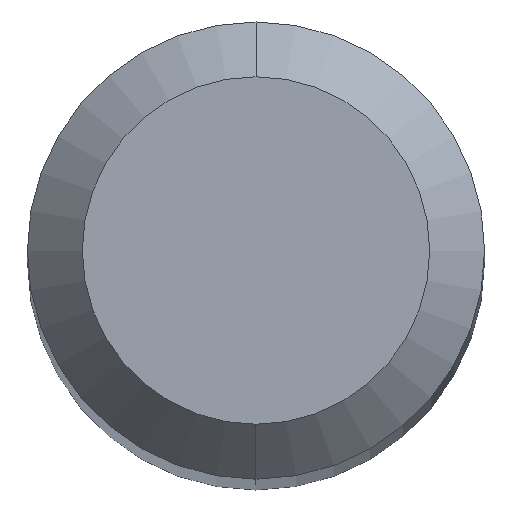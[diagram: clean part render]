
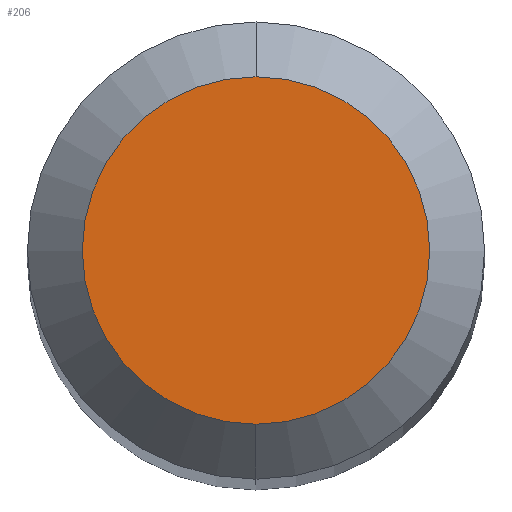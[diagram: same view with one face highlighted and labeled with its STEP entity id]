
A CAD part, top view. The second image highlights one B-rep face of the part: STEP entity #206.
In plain terms, the highlighted planar face has unit normal (0, 0, 1).
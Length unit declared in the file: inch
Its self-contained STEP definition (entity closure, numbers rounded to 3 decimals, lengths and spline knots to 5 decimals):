
#3 = DIRECTION ( 'NONE',  ( 0., -1., 0. ) ) ;
#21 = CARTESIAN_POINT ( 'NONE',  ( 0., 0.0475, 0. ) ) ;
#53 = CIRCLE ( 'NONE', #249, 0.0475 ) ;
#54 = AXIS2_PLACEMENT_3D ( 'NONE', #499, #301, #460 ) ;
#62 = DIRECTION ( 'NONE',  ( 0., 1., 0. ) ) ;
#103 = EDGE_CURVE ( 'NONE', #292, #352, #53, .T. ) ;
#108 = AXIS2_PLACEMENT_3D ( 'NONE', #21, #256, #62 ) ;
#114 = CARTESIAN_POINT ( 'NONE',  ( 0., -0.0475, 0. ) ) ;
#155 = CIRCLE ( 'NONE', #54, 0.0475 ) ;
#164 = ORIENTED_EDGE ( 'NONE', *, *, #258, .T. ) ;
#206 = ADVANCED_FACE ( 'NONE', ( #346 ), #414, .F. ) ;
#210 = DIRECTION ( 'NONE',  ( 0., 0., 1. ) ) ;
#245 = CARTESIAN_POINT ( 'NONE',  ( 0., 0., 0. ) ) ;
#249 = AXIS2_PLACEMENT_3D ( 'NONE', #245, #210, #3 ) ;
#256 = DIRECTION ( 'NONE',  ( 0., 0., -1. ) ) ;
#258 = EDGE_CURVE ( 'NONE', #352, #292, #155, .T. ) ;
#292 = VERTEX_POINT ( 'NONE', #310 ) ;
#301 = DIRECTION ( 'NONE',  ( 0., 0., 1. ) ) ;
#310 = CARTESIAN_POINT ( 'NONE',  ( 0., 0.0475, 0. ) ) ;
#346 = FACE_OUTER_BOUND ( 'NONE', #497, .T. ) ;
#352 = VERTEX_POINT ( 'NONE', #114 ) ;
#414 = PLANE ( 'NONE',  #108 ) ;
#460 = DIRECTION ( 'NONE',  ( 0., -1., 0. ) ) ;
#497 = EDGE_LOOP ( 'NONE', ( #509, #164 ) ) ;
#499 = CARTESIAN_POINT ( 'NONE',  ( 0., 0., 0. ) ) ;
#509 = ORIENTED_EDGE ( 'NONE', *, *, #103, .T. ) ;
